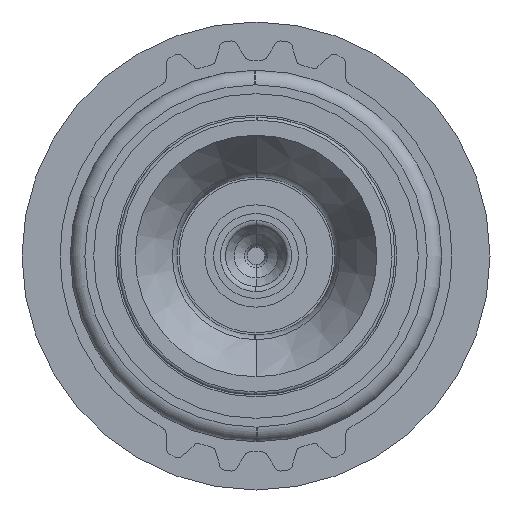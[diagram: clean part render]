
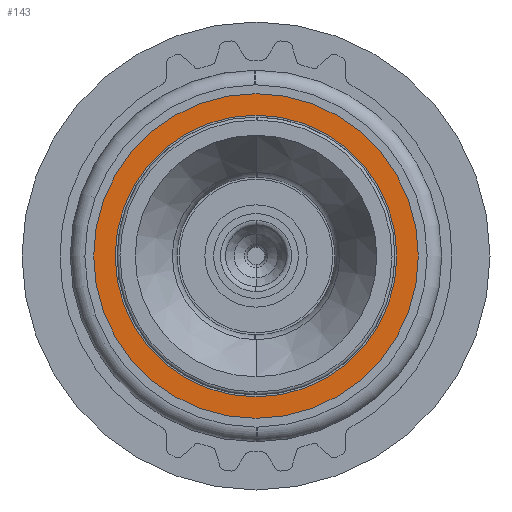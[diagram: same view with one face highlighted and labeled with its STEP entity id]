
A CAD part, front view. The second image highlights one B-rep face of the part: STEP entity #143.
In plain terms, the highlighted planar face has unit normal (0, -1, 0).
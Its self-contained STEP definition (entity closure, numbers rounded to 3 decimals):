
#143=ADVANCED_FACE('',(#519,#520),#521,.T.);
#519=FACE_OUTER_BOUND('',#1131,.T.);
#520=FACE_BOUND('',#1132,.T.);
#521=PLANE('',#1133);
#1131=EDGE_LOOP('',(#2267,#2268));
#1132=EDGE_LOOP('',(#2269,#2270,#2271,#2272));
#1133=AXIS2_PLACEMENT_3D('',#2273,#2274,#2275);
#2267=ORIENTED_EDGE('',*,*,#4184,.F.);
#2268=ORIENTED_EDGE('',*,*,#4185,.T.);
#2269=ORIENTED_EDGE('',*,*,#3918,.F.);
#2270=ORIENTED_EDGE('',*,*,#4183,.T.);
#2271=ORIENTED_EDGE('',*,*,#3914,.T.);
#2272=ORIENTED_EDGE('',*,*,#3921,.F.);
#2273=CARTESIAN_POINT('',(0.0,-6.6,0.0));
#2274=DIRECTION('',(0.0,-1.0,0.0));
#2275=DIRECTION('',(0.0,0.0,-1.0));
#3914=EDGE_CURVE('',#4640,#4644,#4646,.T.);
#3918=EDGE_CURVE('',#4652,#4647,#4654,.T.);
#3921=EDGE_CURVE('',#4647,#4644,#4659,.T.);
#4183=EDGE_CURVE('',#4652,#4640,#5113,.T.);
#4184=EDGE_CURVE('',#5114,#5115,#5116,.T.);
#4185=EDGE_CURVE('',#5114,#5115,#5117,.T.);
#4640=VERTEX_POINT('',#5789);
#4644=VERTEX_POINT('',#5794);
#4646=CIRCLE('',#5797,4.815);
#4647=VERTEX_POINT('',#5798);
#4652=VERTEX_POINT('',#5804);
#4654=CIRCLE('',#5807,4.815);
#4659=CIRCLE('',#5814,4.815);
#5113=CIRCLE('',#6361,4.815);
#5114=VERTEX_POINT('',#6362);
#5115=VERTEX_POINT('',#6363);
#5116=CIRCLE('',#6364,5.55);
#5117=CIRCLE('',#6365,5.55);
#5789=CARTESIAN_POINT('',(4.815,-6.6,0.));
#5794=CARTESIAN_POINT('',(0.0,-6.6,-4.815));
#5797=AXIS2_PLACEMENT_3D('',#7176,#7177,#7178);
#5798=CARTESIAN_POINT('',(-4.815,-6.6,0.));
#5804=CARTESIAN_POINT('',(0.0,-6.6,4.815));
#5807=AXIS2_PLACEMENT_3D('',#7184,#7185,#7186);
#5814=AXIS2_PLACEMENT_3D('',#7189,#7190,#7191);
#6361=AXIS2_PLACEMENT_3D('',#7789,#7790,#7791);
#6362=CARTESIAN_POINT('',(0.0,-6.6,5.55));
#6363=CARTESIAN_POINT('',(0.0,-6.6,-5.55));
#6364=AXIS2_PLACEMENT_3D('',#7792,#7793,#7794);
#6365=AXIS2_PLACEMENT_3D('',#7795,#7796,#7797);
#7176=CARTESIAN_POINT('',(0.0,-6.6,0.0));
#7177=DIRECTION('',(0.0,1.0,0.0));
#7178=DIRECTION('',(0.0,0.0,1.0));
#7184=CARTESIAN_POINT('',(0.0,-6.6,0.0));
#7185=DIRECTION('',(0.0,-1.0,0.0));
#7186=DIRECTION('',(0.0,0.0,1.0));
#7189=CARTESIAN_POINT('',(0.0,-6.6,0.0));
#7190=DIRECTION('',(0.0,-1.0,0.0));
#7191=DIRECTION('',(0.0,0.0,1.0));
#7789=CARTESIAN_POINT('',(0.0,-6.6,0.0));
#7790=DIRECTION('',(0.0,1.0,0.0));
#7791=DIRECTION('',(0.0,0.0,1.0));
#7792=CARTESIAN_POINT('',(0.0,-6.6,0.0));
#7793=DIRECTION('',(0.0,1.0,0.0));
#7794=DIRECTION('',(0.0,0.0,1.0));
#7795=CARTESIAN_POINT('',(0.0,-6.6,0.0));
#7796=DIRECTION('',(0.0,-1.0,0.0));
#7797=DIRECTION('',(0.0,0.0,1.0));
